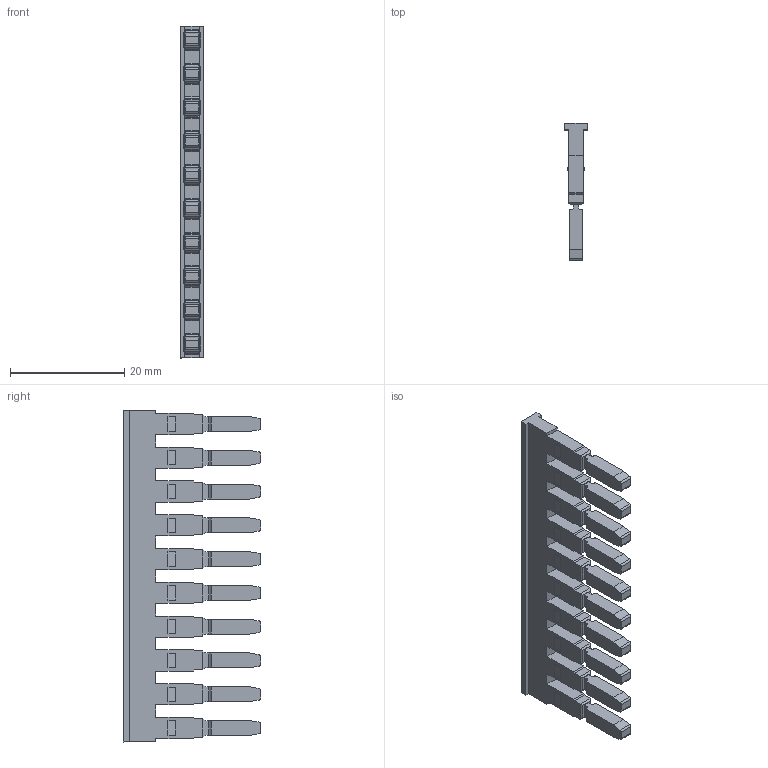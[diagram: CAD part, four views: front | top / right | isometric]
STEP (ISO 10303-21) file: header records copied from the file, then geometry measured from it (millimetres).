
FILE_DESCRIPTION (( 'STEP AP203' ), '1' );
FILE_NAME ('10''LU - 2,5 ÜST KÖPRÜ.STEP', '2020-03-20T13:15:37', ( '' ), ( '' ), 'SwSTEP 2.0', 'SolidWorks 2011', '' );
FILE_SCHEMA (( 'CONFIG_CONTROL_DESIGN' ));
Length unit declared in the file: millimetre
Products named in the file (1): 10''LU - 2,5 ÜST KÖPRÜ
Bounding box: 3.9 x 24 x 58 mm (x, y, z)
Volume: 2249.1 mm3; surface area: 3173.2 mm2
Topology: 1 solids, 11 shells, 460 faces, 1184 edges, 776 vertices
Faces by surface type: plane 400, cylinder 60
Entity records: 13805 total; most frequent: CARTESIAN_POINT 2421, ORIENTED_EDGE 2368, DIRECTION 2226, EDGE_CURVE 1184, VECTOR 1064, LINE 1064, VERTEX_POINT 776, AXIS2_PLACEMENT_3D 581
